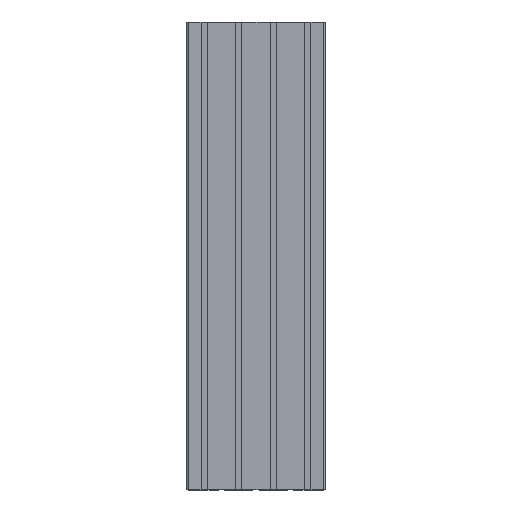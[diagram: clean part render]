
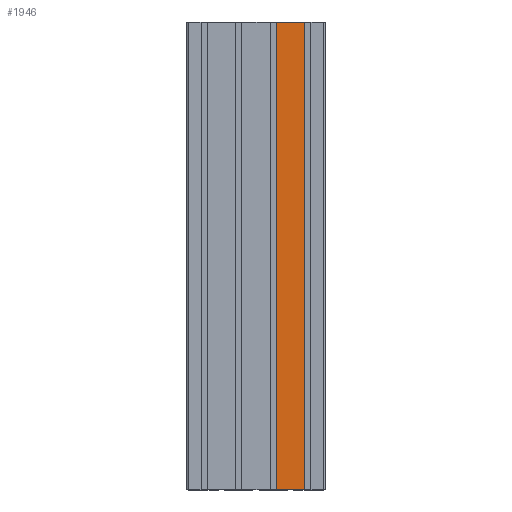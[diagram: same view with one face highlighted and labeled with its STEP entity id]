
A CAD part, top view. The second image highlights one B-rep face of the part: STEP entity #1946.
In plain terms, the highlighted planar face has unit normal (0, 0, 1).
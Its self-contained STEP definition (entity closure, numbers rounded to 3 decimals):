
#90=FACE_OUTER_BOUND('',#190,.T.);
#190=EDGE_LOOP('',(#1307,#1308,#1309,#1310));
#304=LINE('',#2792,#554);
#305=LINE('',#2795,#555);
#306=LINE('',#2797,#556);
#307=LINE('',#2798,#557);
#554=VECTOR('',#2246,10.);
#555=VECTOR('',#2249,10.);
#556=VECTOR('',#2250,10.);
#557=VECTOR('',#2251,10.);
#799=VERTEX_POINT('',#2788);
#800=VERTEX_POINT('',#2790);
#801=VERTEX_POINT('',#2794);
#802=VERTEX_POINT('',#2796);
#1004=EDGE_CURVE('',#799,#800,#304,.T.);
#1005=EDGE_CURVE('',#801,#799,#305,.T.);
#1006=EDGE_CURVE('',#802,#800,#306,.T.);
#1007=EDGE_CURVE('',#801,#802,#307,.T.);
#1307=ORIENTED_EDGE('',*,*,#1005,.T.);
#1308=ORIENTED_EDGE('',*,*,#1004,.T.);
#1309=ORIENTED_EDGE('',*,*,#1006,.F.);
#1310=ORIENTED_EDGE('',*,*,#1007,.F.);
#1866=PLANE('',#2064);
#1946=ADVANCED_FACE('',(#90),#1866,.T.);
#2064=AXIS2_PLACEMENT_3D('',#2793,#2247,#2248);
#2246=DIRECTION('',(0.,-1.,0.));
#2247=DIRECTION('center_axis',(0.,0.,1.));
#2248=DIRECTION('ref_axis',(-1.,0.,0.));
#2249=DIRECTION('',(-1.,0.,0.));
#2250=DIRECTION('',(-1.,0.,0.));
#2251=DIRECTION('',(0.,-1.,0.));
#2788=CARTESIAN_POINT('',(116.635,-3304.8,18.5));
#2790=CARTESIAN_POINT('',(116.635,-3914.4,18.5));
#2792=CARTESIAN_POINT('',(116.635,-3304.8,18.5));
#2793=CARTESIAN_POINT('Origin',(153.419,-3304.8,18.5));
#2794=CARTESIAN_POINT('',(153.419,-3304.8,18.5));
#2795=CARTESIAN_POINT('',(116.635,-3304.8,18.5));
#2796=CARTESIAN_POINT('',(153.419,-3914.4,18.5));
#2797=CARTESIAN_POINT('',(116.635,-3914.4,18.5));
#2798=CARTESIAN_POINT('',(153.419,-3304.8,18.5));
